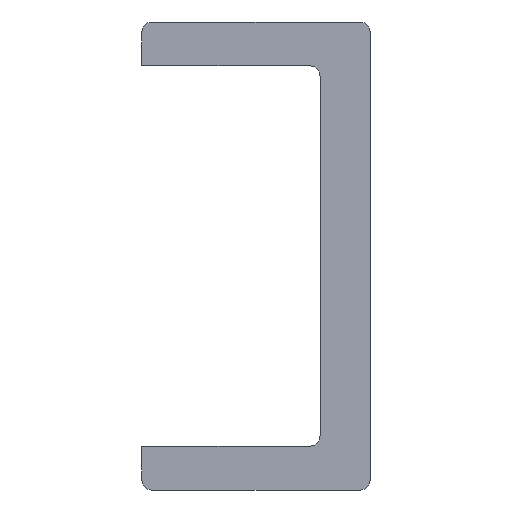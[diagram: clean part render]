
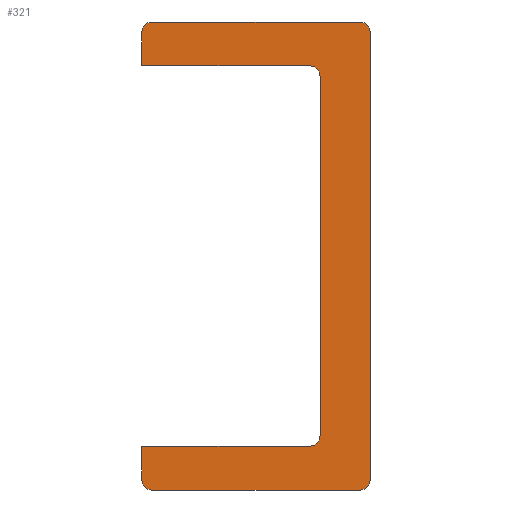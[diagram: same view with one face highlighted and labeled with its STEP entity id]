
A CAD part, front view. The second image highlights one B-rep face of the part: STEP entity #321.
In plain terms, the highlighted planar face has unit normal (0, -1, 0).
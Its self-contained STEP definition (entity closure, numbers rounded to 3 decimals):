
#321 = ADVANCED_FACE( '', ( #781 ), #782, .F. );
#781 = FACE_OUTER_BOUND( '', #1326, .T. );
#782 = PLANE( '', #1327 );
#1326 = EDGE_LOOP( '', ( #2081, #2082, #2083, #2084, #2085, #2086, #2087, #2088, #2089, #2090, #2091, #2092, #2093, #2094 ) );
#1327 = AXIS2_PLACEMENT_3D( '', #2095, #2096, #2097 );
#2081 = ORIENTED_EDGE( '', *, *, #2442, .F. );
#2082 = ORIENTED_EDGE( '', *, *, #2589, .T. );
#2083 = ORIENTED_EDGE( '', *, *, #2450, .F. );
#2084 = ORIENTED_EDGE( '', *, *, #2590, .T. );
#2085 = ORIENTED_EDGE( '', *, *, #2447, .F. );
#2086 = ORIENTED_EDGE( '', *, *, #2405, .F. );
#2087 = ORIENTED_EDGE( '', *, *, #2575, .F. );
#2088 = ORIENTED_EDGE( '', *, *, #2591, .F. );
#2089 = ORIENTED_EDGE( '', *, *, #2592, .F. );
#2090 = ORIENTED_EDGE( '', *, *, #2593, .F. );
#2091 = ORIENTED_EDGE( '', *, *, #2402, .F. );
#2092 = ORIENTED_EDGE( '', *, *, #2562, .T. );
#2093 = ORIENTED_EDGE( '', *, *, #2571, .F. );
#2094 = ORIENTED_EDGE( '', *, *, #2525, .T. );
#2095 = CARTESIAN_POINT( '', ( -10.5, 0., 21.5 ) );
#2096 = DIRECTION( '', ( 0., 1., 0. ) );
#2097 = DIRECTION( '', ( 0., 0., 1. ) );
#2402 = EDGE_CURVE( '', #2751, #2753, #2754, .T. );
#2405 = EDGE_CURVE( '', #2757, #2758, #2759, .T. );
#2442 = EDGE_CURVE( '', #2826, #2828, #2829, .T. );
#2447 = EDGE_CURVE( '', #2758, #2835, #2836, .T. );
#2450 = EDGE_CURVE( '', #2839, #2840, #2841, .T. );
#2525 = EDGE_CURVE( '', #2957, #2828, #2958, .F. );
#2562 = EDGE_CURVE( '', #2751, #3010, #3012, .F. );
#2571 = EDGE_CURVE( '', #2957, #3010, #3024, .T. );
#2575 = EDGE_CURVE( '', #3029, #2757, #3030, .T. );
#2589 = EDGE_CURVE( '', #2826, #2840, #3048, .F. );
#2590 = EDGE_CURVE( '', #2839, #2835, #3049, .F. );
#2591 = EDGE_CURVE( '', #3050, #3029, #3051, .T. );
#2592 = EDGE_CURVE( '', #3052, #3050, #3053, .T. );
#2593 = EDGE_CURVE( '', #2753, #3052, #3054, .T. );
#2751 = VERTEX_POINT( '', #3230 );
#2753 = VERTEX_POINT( '', #3233 );
#2754 = LINE( '', #3234, #3235 );
#2757 = VERTEX_POINT( '', #3239 );
#2758 = VERTEX_POINT( '', #3240 );
#2759 = LINE( '', #3241, #3242 );
#2826 = VERTEX_POINT( '', #3311 );
#2828 = VERTEX_POINT( '', #3314 );
#2829 = LINE( '', #3315, #3316 );
#2835 = VERTEX_POINT( '', #3323 );
#2836 = LINE( '', #3324, #3325 );
#2839 = VERTEX_POINT( '', #3329 );
#2840 = VERTEX_POINT( '', #3330 );
#2841 = LINE( '', #3331, #3332 );
#2957 = VERTEX_POINT( '', #3450 );
#2958 = CIRCLE( '', #3451, 0.9 );
#3010 = VERTEX_POINT( '', #3504 );
#3012 = CIRCLE( '', #3507, 0.9 );
#3024 = LINE( '', #3519, #3520 );
#3029 = VERTEX_POINT( '', #3525 );
#3030 = CIRCLE( '', #3526, 1. );
#3048 = CIRCLE( '', #3545, 0.9 );
#3049 = CIRCLE( '', #3546, 0.9 );
#3050 = VERTEX_POINT( '', #3547 );
#3051 = LINE( '', #3548, #3549 );
#3052 = VERTEX_POINT( '', #3550 );
#3053 = CIRCLE( '', #3551, 1. );
#3054 = LINE( '', #3552, #3553 );
#3230 = CARTESIAN_POINT( '', ( -10.5, 0., -20.6 ) );
#3233 = CARTESIAN_POINT( '', ( -10.5, 0., -17.5 ) );
#3234 = CARTESIAN_POINT( '', ( -10.5, 0., -21.5 ) );
#3235 = VECTOR( '', #3736, 1000. );
#3239 = CARTESIAN_POINT( '', ( 4.9, 0., 17.5 ) );
#3240 = CARTESIAN_POINT( '', ( -10.5, 0., 17.5 ) );
#3241 = CARTESIAN_POINT( '', ( 4.9, 0., 17.5 ) );
#3242 = VECTOR( '', #3738, 1000. );
#3311 = CARTESIAN_POINT( '', ( 10.5, 0., 20.6 ) );
#3314 = CARTESIAN_POINT( '', ( 10.5, 0., -20.6 ) );
#3315 = CARTESIAN_POINT( '', ( 10.5, 0., 21.5 ) );
#3316 = VECTOR( '', #3835, 1000. );
#3323 = CARTESIAN_POINT( '', ( -10.5, 0., 20.6 ) );
#3324 = CARTESIAN_POINT( '', ( -10.5, 0., -21.5 ) );
#3325 = VECTOR( '', #3840, 1000. );
#3329 = CARTESIAN_POINT( '', ( -9.6, 0., 21.5 ) );
#3330 = CARTESIAN_POINT( '', ( 9.6, 0., 21.5 ) );
#3331 = CARTESIAN_POINT( '', ( -10.5, 0., 21.5 ) );
#3332 = VECTOR( '', #3842, 1000. );
#3450 = CARTESIAN_POINT( '', ( 9.6, 0., -21.5 ) );
#3451 = AXIS2_PLACEMENT_3D( '', #3968, #3969, #3970 );
#3504 = CARTESIAN_POINT( '', ( -9.6, 0., -21.5 ) );
#3507 = AXIS2_PLACEMENT_3D( '', #4021, #4022, #4023 );
#3519 = CARTESIAN_POINT( '', ( 10.5, 0., -21.5 ) );
#3520 = VECTOR( '', #4033, 1000. );
#3525 = CARTESIAN_POINT( '', ( 5.9, 0., 16.5 ) );
#3526 = AXIS2_PLACEMENT_3D( '', #4037, #4038, #4039 );
#3545 = AXIS2_PLACEMENT_3D( '', #4053, #4054, #4055 );
#3546 = AXIS2_PLACEMENT_3D( '', #4056, #4057, #4058 );
#3547 = CARTESIAN_POINT( '', ( 5.9, 0., -16.5 ) );
#3548 = CARTESIAN_POINT( '', ( 5.9, 0., 16.5 ) );
#3549 = VECTOR( '', #4059, 1000. );
#3550 = CARTESIAN_POINT( '', ( 4.9, 0., -17.5 ) );
#3551 = AXIS2_PLACEMENT_3D( '', #4060, #4061, #4062 );
#3552 = CARTESIAN_POINT( '', ( 4.9, 0., -17.5 ) );
#3553 = VECTOR( '', #4063, 1000. );
#3736 = DIRECTION( '', ( 0., 0., 1. ) );
#3738 = DIRECTION( '', ( -1., 0., 0. ) );
#3835 = DIRECTION( '', ( 0., 0., -1. ) );
#3840 = DIRECTION( '', ( 0., 0., 1. ) );
#3842 = DIRECTION( '', ( 1., 0., 0. ) );
#3968 = CARTESIAN_POINT( '', ( 9.6, 0., -20.6 ) );
#3969 = DIRECTION( '', ( 0., 1., 0. ) );
#3970 = DIRECTION( '', ( 0., 0., 1. ) );
#4021 = CARTESIAN_POINT( '', ( -9.6, 0., -20.6 ) );
#4022 = DIRECTION( '', ( 0., 1., 0. ) );
#4023 = DIRECTION( '', ( 0., 0., 1. ) );
#4033 = DIRECTION( '', ( -1., 0., 0. ) );
#4037 = CARTESIAN_POINT( '', ( 4.9, 0., 16.5 ) );
#4038 = DIRECTION( '', ( 0., -1., 0. ) );
#4039 = DIRECTION( '', ( -1., 0., 0. ) );
#4053 = CARTESIAN_POINT( '', ( 9.6, 0., 20.6 ) );
#4054 = DIRECTION( '', ( 0., 1., 0. ) );
#4055 = DIRECTION( '', ( 0., 0., 1. ) );
#4056 = CARTESIAN_POINT( '', ( -9.6, 0., 20.6 ) );
#4057 = DIRECTION( '', ( 0., 1., 0. ) );
#4058 = DIRECTION( '', ( 0., 0., 1. ) );
#4059 = DIRECTION( '', ( 0., 0., 1. ) );
#4060 = CARTESIAN_POINT( '', ( 4.9, 0., -16.5 ) );
#4061 = DIRECTION( '', ( 0., -1., 0. ) );
#4062 = DIRECTION( '', ( -1., 0., 0. ) );
#4063 = DIRECTION( '', ( 1., 0., 0. ) );
